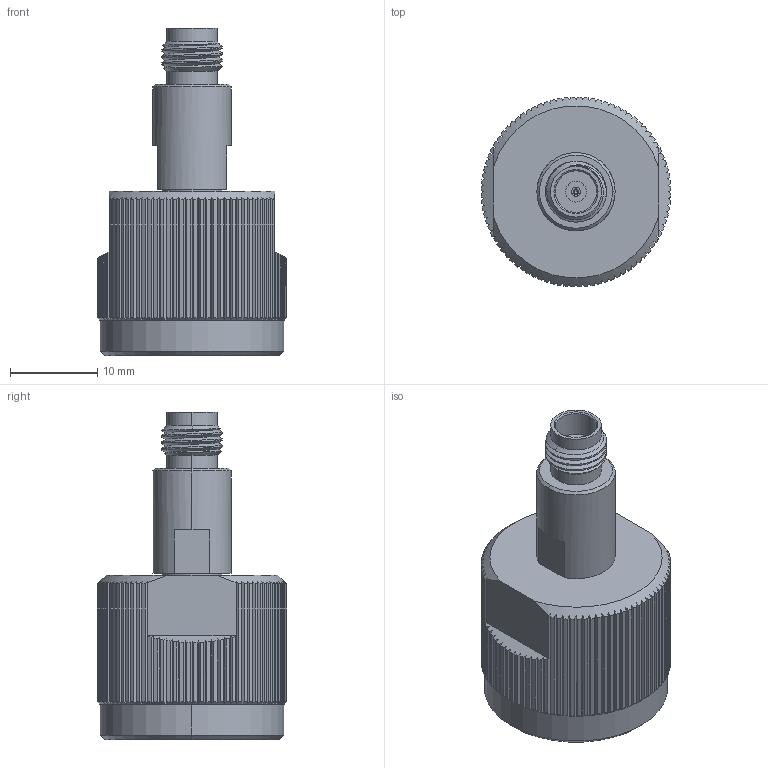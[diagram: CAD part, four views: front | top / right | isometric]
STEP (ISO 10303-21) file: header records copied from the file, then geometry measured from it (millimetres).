
FILE_DESCRIPTION (( 'STEP AP214' ), '1' );
FILE_NAME ('CT-2FN2F-LN1.STEP', '2025-01-24T18:59:33', ( '' ), ( '' ), 'SwSTEP 2.0', 'SolidWorks 2021', '' );
FILE_SCHEMA (( 'AUTOMOTIVE_DESIGN' ));
Length unit declared in the file: inch
Products named in the file (1): CT-2FN2F-LN1
Bounding box: 21.8 x 21.8 x 37.6 mm (x, y, z)
Volume: 6472.1 mm3; surface area: 3780.3 mm2
Topology: 2 solids, 4 shells, 528 faces, 1323 edges, 814 vertices
Faces by surface type: plane 237, cylinder 164, cone 118, bspline 6, torus 3
Entity records: 25214 total; most frequent: CARTESIAN_POINT 6653, ORIENTED_EDGE 2638, DIRECTION 2320, EDGE_CURVE 1319, AXIS2_PLACEMENT_3D 910, VERTEX_POINT 814, EDGE_LOOP 545, FACE_OUTER_BOUND 528
